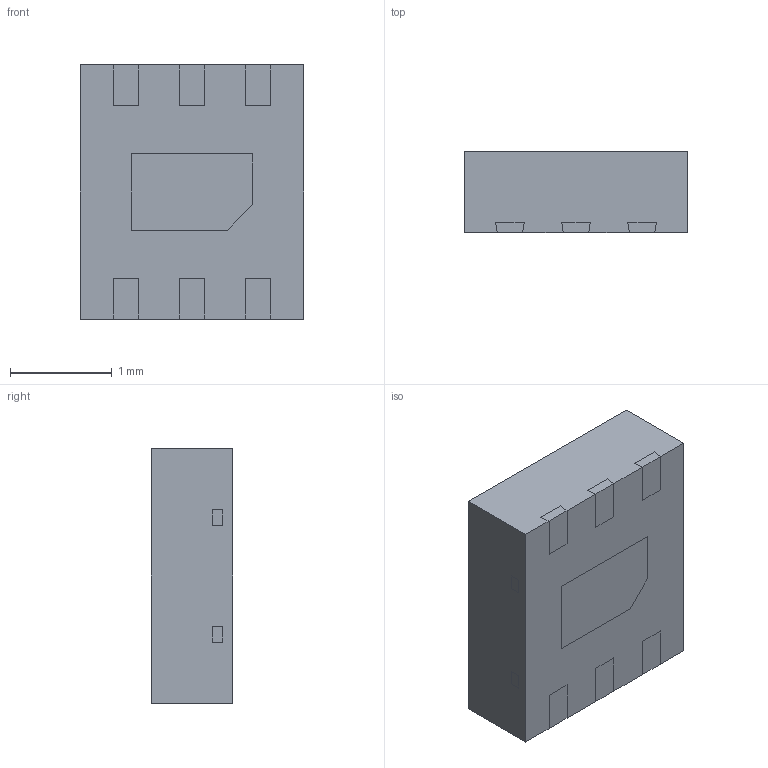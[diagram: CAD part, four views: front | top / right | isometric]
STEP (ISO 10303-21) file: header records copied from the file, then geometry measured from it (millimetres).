
FILE_DESCRIPTION((''),'2;1');
FILE_NAME('SDB06A_ASM','2011-02-02T',('CKXSSC'),(''),'PRO/ENGINEER BY PARAMETRIC TECHNOLOGY CORPORATION, 2009060','PRO/ENGINEER BY PARAMETRIC TECHNOLOGY CORPORATION, 2009060','');
FILE_SCHEMA(('AUTOMOTIVE_DESIGN_CC2 { 1 2 10303 214 -1 1 5 2 }'));
Length unit declared in the file: millimetre
Products named in the file (15): BODY_SDB06A_48; MANIFOLD_SOLID_BREP_1871; MANIFOLD_SOLID_BREP_2022; MANIFOLD_SOLID_BREP_2173; MANIFOLD_SOLID_BREP_2324; MANIFOLD_SOLID_BREP_2475; MANIFOLD_SOLID_BREP_2626; MANIFOLD_SOLID_BREP_2777; MANIFOLD_SOLID_BREP_2928; MANIFOLD_SOLID_BREP_3079; MANIFOLD_SOLID_BREP_3230; MANIFOLD_SOLID_BREP_3414; FRAME_SDB06A_191_ASM; SDB06A_ASM_94_ASM; SDB06A_ASM
Assembly tree (14 placements, depth 4):
  SDB06A_ASM
    SDB06A_ASM_94_ASM
      BODY_SDB06A_48
      FRAME_SDB06A_191_ASM
        MANIFOLD_SOLID_BREP_1871
        MANIFOLD_SOLID_BREP_2022
        MANIFOLD_SOLID_BREP_2173
        MANIFOLD_SOLID_BREP_2324
        MANIFOLD_SOLID_BREP_2475
        MANIFOLD_SOLID_BREP_2626
        MANIFOLD_SOLID_BREP_2777
        MANIFOLD_SOLID_BREP_2928
        MANIFOLD_SOLID_BREP_3079
        MANIFOLD_SOLID_BREP_3230
        MANIFOLD_SOLID_BREP_3414
Bounding box: 2.2 x 0.8 x 2.5 mm (x, y, z)
Volume: 4.4 mm3; surface area: 26.1 mm2
Topology: 12 solids, 12 shells, 123 faces, 282 edges, 188 vertices
Faces by surface type: plane 123
Entity records: 4559 total; most frequent: CARTESIAN_POINT 635, DIRECTION 612, ORIENTED_EDGE 564, VECTOR 282, LINE 282, EDGE_CURVE 282, PRESENTATION_STYLE_ASSIGNMENT 242, STYLED_ITEM 242
